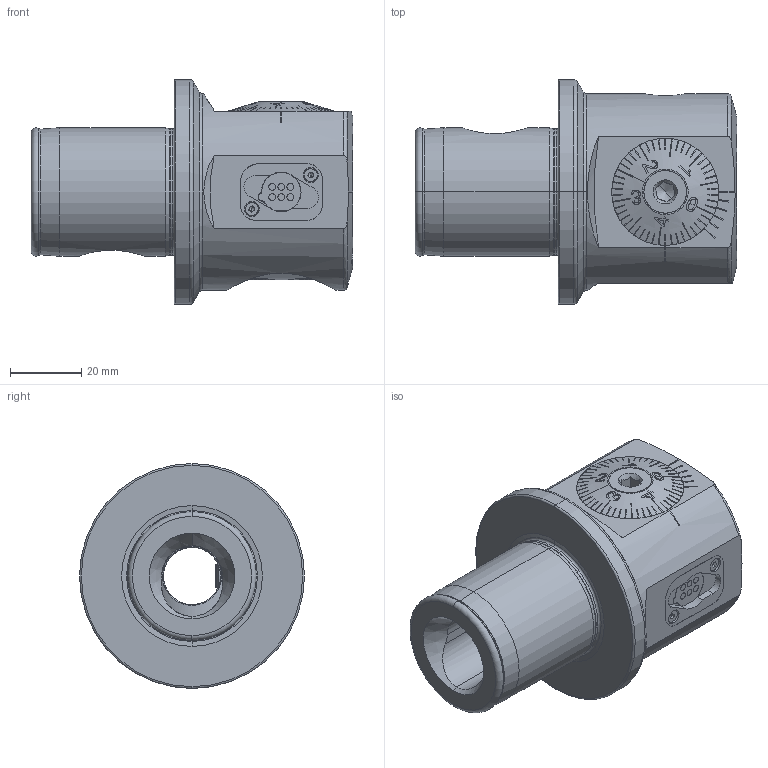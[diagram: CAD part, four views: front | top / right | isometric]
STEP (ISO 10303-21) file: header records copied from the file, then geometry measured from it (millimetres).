
FILE_DESCRIPTION (( 'STEP AP214' ), '1' );
FILE_NAME ('WH6-A55.DA2.050.STEP', '2017-04-26T05:48:25', ( 'SWIAdmin' ), ( 'Hewlett-Packard Company' ), 'SwSTEP 2.0', 'SolidWorks 2015', '' );
FILE_SCHEMA (( 'AUTOMOTIVE_DESIGN' ));
Length unit declared in the file: millimetre
Products named in the file (25): A55-BG1.012.007_B; A55-BG1.DA1.041_B_Dichtung; Fxx-BG7.DA2.0xx_F72; DIN 3771 - 13x1; ISO 4762 - M2 x 6; ISO 4026 - M10 x 8; PEF-DA1.010.032_A; Klebstoff D10; PEF-DA1.011.017_A; A55-BG3.011.033_A_gek〉zt; Fxx-BG7.DA1.0xx_A_F72; WCB-ER2.001.009_A; WH6-A55.DA1.050_A; A55-BG1.DA2.041_Dichtung; O-Ring 17 x ø2; WH6-A55.DA2.050; Fxx-MAB.xxx.xxx_A_F32x1.3; A55-BG2.015.007_A; A55-BG2.014.007_A; A55-BG2.011.016_D; ISO 4026 - M10 x 16_PreviewCfg; DIN 3771 - 25x1.5; A55-BG2.013.005_C; A55-BG2.012.006_B; A55-BG1.DA3.041_Dichtung
Assembly tree (26 placements, depth 4):
  WH6-A55.DA2.050
    WH6-A55.DA1.050_A
    Fxx-BG7.DA2.0xx_F72
      Fxx-BG7.DA1.0xx_A_F72
      PEF-DA1.011.017_A
      PEF-DA1.010.032_A
      ISO 4762 - M2 x 6  x2
      DIN 3771 - 13x1
    A55-BG1.DA2.041_Dichtung
      A55-BG1.DA3.041_Dichtung
        A55-BG1.DA1.041_B_Dichtung
        A55-BG1.012.007_B
      A55-BG2.012.006_B
      A55-BG2.013.005_C
      DIN 3771 - 25x1.5
      ISO 4026 - M10 x 16_PreviewCfg  x2
      A55-BG2.015.007_A
        A55-BG2.011.016_D
        A55-BG2.014.007_A
      Fxx-MAB.xxx.xxx_A_F32x1.3
      O-Ring 17 x ø2
    WCB-ER2.001.009_A
    A55-BG3.011.033_A_gek〉zt
    Klebstoff D10
    ISO 4026 - M10 x 8
Bounding box: 90 x 63 x 63 mm (x, y, z)
Volume: 127916.5 mm3; surface area: 45763.1 mm2
Topology: 22 solids, 22 shells, 938 faces, 2394 edges, 1513 vertices
Faces by surface type: plane 405, cylinder 209, cone 194, torus 79, bspline 49, sphere 2
Entity records: 42050 total; most frequent: CARTESIAN_POINT 16168, ORIENTED_EDGE 4584, DIRECTION 4179, EDGE_CURVE 2292, AXIS2_PLACEMENT_3D 1627, VERTEX_POINT 1460, EDGE_LOOP 964, VECTOR 925
